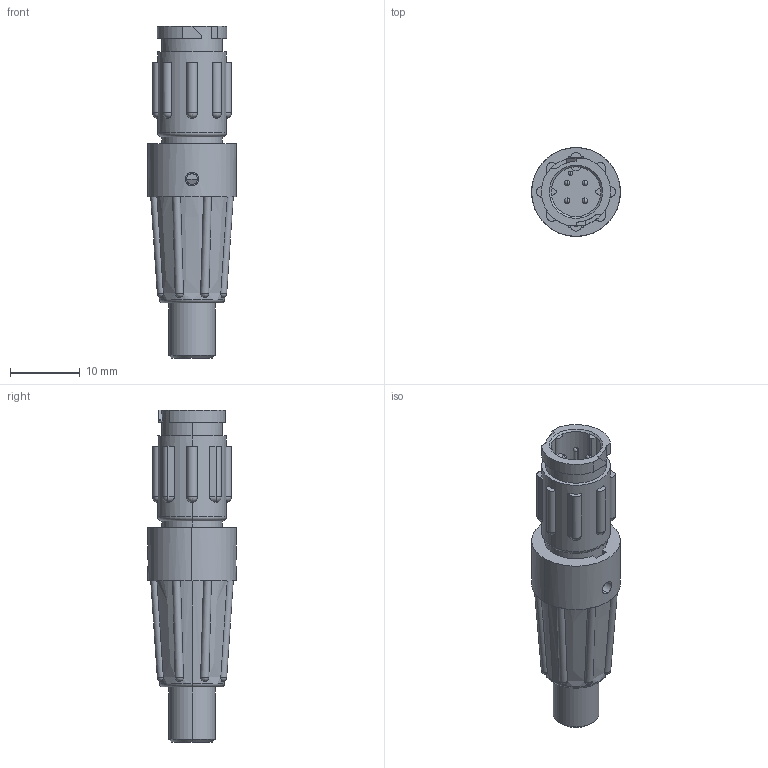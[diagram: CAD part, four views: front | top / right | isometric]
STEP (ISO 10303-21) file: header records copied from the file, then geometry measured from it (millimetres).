
FILE_DESCRIPTION (( 'STEP AP203' ), '1' );
FILE_NAME ('W18882-4PG-P-5XX.STEP', '2021-03-05T19:37:04', ( '' ), ( '' ), 'SwSTEP 2.0', 'SolidWorks 2020', '' );
FILE_SCHEMA (( 'CONFIG_CONTROL_DESIGN' ));
Length unit declared in the file: millimetre
Products named in the file (3): MC IC BACKSHELL 5XX.step; W18882-4PG-P-5XX; 18882-4PG.step
Assembly tree (2 placements, depth 2):
  W18882-4PG-P-5XX
    MC IC BACKSHELL 5XX.step
    18882-4PG.step
Bounding box: 12.7 x 12.7 x 47.5 mm (x, y, z)
Volume: 2890.1 mm3; surface area: 3293 mm2
Topology: 2 solids, 2 shells, 215 faces, 649 edges, 433 vertices
Faces by surface type: cylinder 89, plane 78, sphere 28, cone 8, bspline 8, torus 4
Entity records: 8944 total; most frequent: CARTESIAN_POINT 3116, ORIENTED_EDGE 1226, DIRECTION 1083, EDGE_CURVE 613, AXIS2_PLACEMENT_3D 426, VERTEX_POINT 425, EDGE_LOOP 244, VECTOR 231
